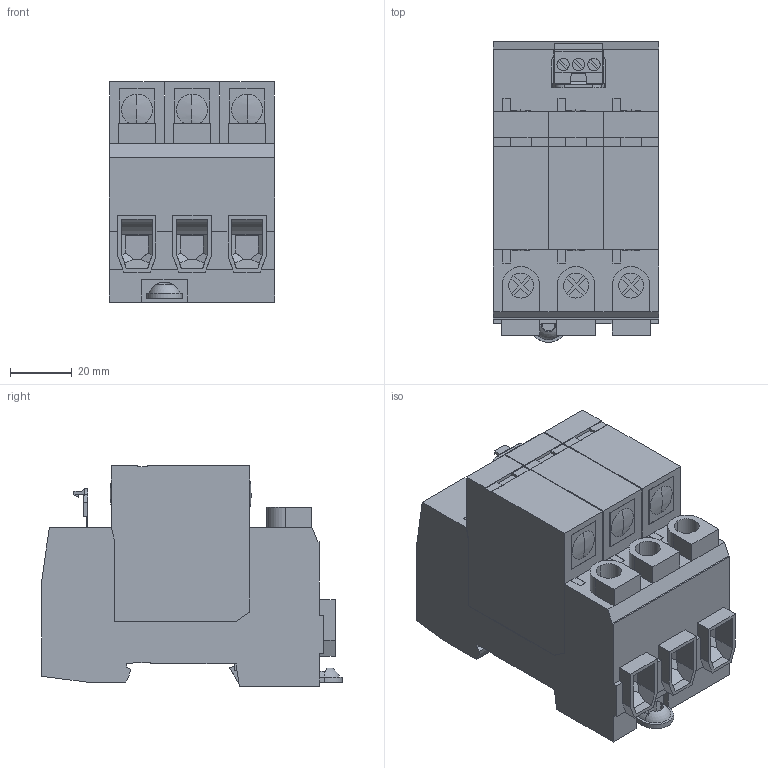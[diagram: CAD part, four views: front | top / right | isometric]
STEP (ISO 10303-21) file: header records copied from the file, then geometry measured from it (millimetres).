
FILE_DESCRIPTION(('Creo Elements/Direct Modeling STEP Export'),'2;1');
FILE_NAME('model.stp','2024-06-20T11:00:56',(''),(''),'Creo Elements/Direct Modeling STEP processor for AP214 (Solid Model)','Creo Elements/Direct Modeling 20.1D 10-Oct-2020 (C) Parametric Technology GmbH','');
FILE_SCHEMA(('AUTOMOTIVE_DESIGN { 1 0 10303 214 1 1 1 1 }'));
Length unit declared in the file: millimetre
Products named in the file (2): VAL_SPP_T1_1000DC_PV_2_V_UT_R-SELECT
Assembly tree (1 placements, depth 2):
  VAL_SPP_T1_1000DC_PV_2_V_UT_R-SELECT
    VAL_SPP_T1_1000DC_PV_2_V_UT_R-SELECT
Bounding box: 53.4 x 97.28 x 71.3 mm (x, y, z)
Volume: 271927.1 mm3; surface area: 44321.4 mm2
Topology: 1 solids, 1 shells, 534 faces, 1492 edges, 972 vertices
Faces by surface type: plane 490, cylinder 23, sphere 13, extrusion 6, cone 2
Entity records: 21807 total; most frequent: CARTESIAN_POINT 4454, ORIENTED_EDGE 2960, DIRECTION 2323, EDGE_CURVE 1480, VECTOR 1295, LINE 1293, VERTEX_POINT 972, EDGE_LOOP 558
